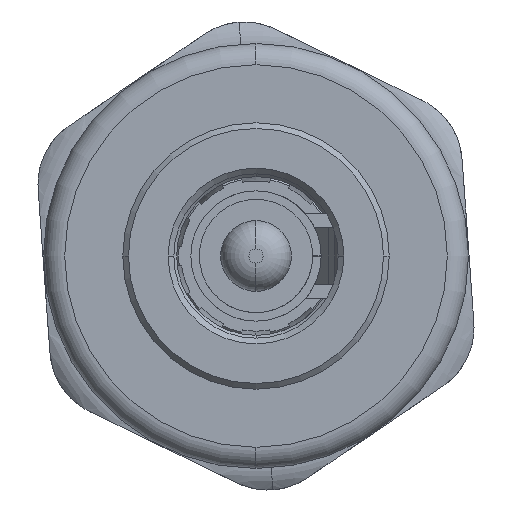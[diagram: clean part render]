
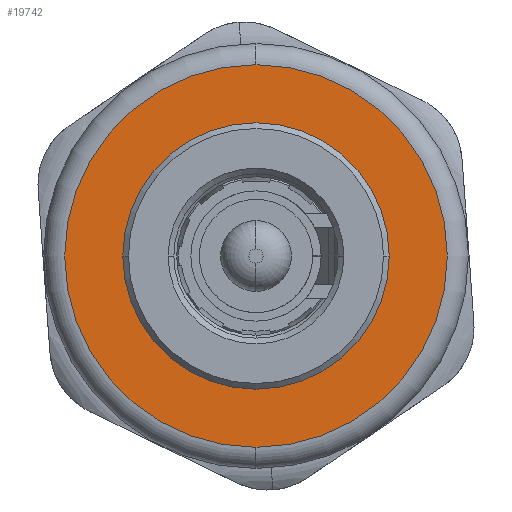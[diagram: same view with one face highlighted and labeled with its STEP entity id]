
A CAD part, left-side view. The second image highlights one B-rep face of the part: STEP entity #19742.
In plain terms, the highlighted planar face has unit normal (-1, 0, 0).
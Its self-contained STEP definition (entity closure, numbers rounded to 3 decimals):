
#978 = ORIENTED_EDGE ( 'NONE', *, *, #15269, .T. ) ;
#2503 = AXIS2_PLACEMENT_3D ( 'NONE', #6996, #31069, #4126 ) ;
#2537 = ORIENTED_EDGE ( 'NONE', *, *, #25875, .T. ) ;
#2670 = VERTEX_POINT ( 'NONE', #11615 ) ;
#2895 = DIRECTION ( 'NONE',  ( 0., 0., 1. ) ) ;
#3518 = CARTESIAN_POINT ( 'NONE',  ( 0., 0., 0. ) ) ;
#4105 = AXIS2_PLACEMENT_3D ( 'NONE', #11683, #14199, #13742 ) ;
#4126 = DIRECTION ( 'NONE',  ( 0., 0., 1. ) ) ;
#4343 = CARTESIAN_POINT ( 'NONE',  ( 0., 0., 0. ) ) ;
#6172 = ORIENTED_EDGE ( 'NONE', *, *, #19911, .F. ) ;
#6871 = VERTEX_POINT ( 'NONE', #22131 ) ;
#6996 = CARTESIAN_POINT ( 'NONE',  ( 0., 0., 0. ) ) ;
#9522 = DIRECTION ( 'NONE',  ( 0., 0., 1. ) ) ;
#10131 = VERTEX_POINT ( 'NONE', #10273 ) ;
#10273 = CARTESIAN_POINT ( 'NONE',  ( 0., 0., -4.7 ) ) ;
#10495 = EDGE_LOOP ( 'NONE', ( #2537, #978 ) ) ;
#11036 = PLANE ( 'NONE',  #4105 ) ;
#11615 = CARTESIAN_POINT ( 'NONE',  ( 0., 0., -6.75 ) ) ;
#11670 = CIRCLE ( 'NONE', #2503, 4.7 ) ;
#11683 = CARTESIAN_POINT ( 'NONE',  ( 0., 0., -6.75 ) ) ;
#12946 = CIRCLE ( 'NONE', #16942, 6.75 ) ;
#13435 = FACE_BOUND ( 'NONE', #30648, .T. ) ;
#13742 = DIRECTION ( 'NONE',  ( 0., 0., -1. ) ) ;
#14199 = DIRECTION ( 'NONE',  ( 1., 0., 0. ) ) ;
#15269 = EDGE_CURVE ( 'NONE', #2670, #17773, #27594, .T. ) ;
#16942 = AXIS2_PLACEMENT_3D ( 'NONE', #3518, #24745, #2895 ) ;
#17673 = EDGE_CURVE ( 'NONE', #10131, #6871, #11670, .T. ) ;
#17773 = VERTEX_POINT ( 'NONE', #21736 ) ;
#19742 = ADVANCED_FACE ( 'NONE', ( #13435, #23065 ), #11036, .F. ) ;
#19911 = EDGE_CURVE ( 'NONE', #6871, #10131, #23333, .T. ) ;
#21689 = ORIENTED_EDGE ( 'NONE', *, *, #17673, .F. ) ;
#21736 = CARTESIAN_POINT ( 'NONE',  ( 0., 0., 6.75 ) ) ;
#22131 = CARTESIAN_POINT ( 'NONE',  ( 0., 0., 4.7 ) ) ;
#22358 = AXIS2_PLACEMENT_3D ( 'NONE', #4343, #23676, #30964 ) ;
#22566 = AXIS2_PLACEMENT_3D ( 'NONE', #28515, #24219, #9522 ) ;
#23065 = FACE_OUTER_BOUND ( 'NONE', #10495, .T. ) ;
#23333 = CIRCLE ( 'NONE', #22358, 4.7 ) ;
#23676 = DIRECTION ( 'NONE',  ( -1., 0., 0. ) ) ;
#24219 = DIRECTION ( 'NONE',  ( -1., 0., 0. ) ) ;
#24745 = DIRECTION ( 'NONE',  ( -1., 0., 0. ) ) ;
#25875 = EDGE_CURVE ( 'NONE', #17773, #2670, #12946, .T. ) ;
#27594 = CIRCLE ( 'NONE', #22566, 6.75 ) ;
#28515 = CARTESIAN_POINT ( 'NONE',  ( 0., 0., 0. ) ) ;
#30648 = EDGE_LOOP ( 'NONE', ( #6172, #21689 ) ) ;
#30964 = DIRECTION ( 'NONE',  ( 0., 0., 1. ) ) ;
#31069 = DIRECTION ( 'NONE',  ( -1., 0., 0. ) ) ;
